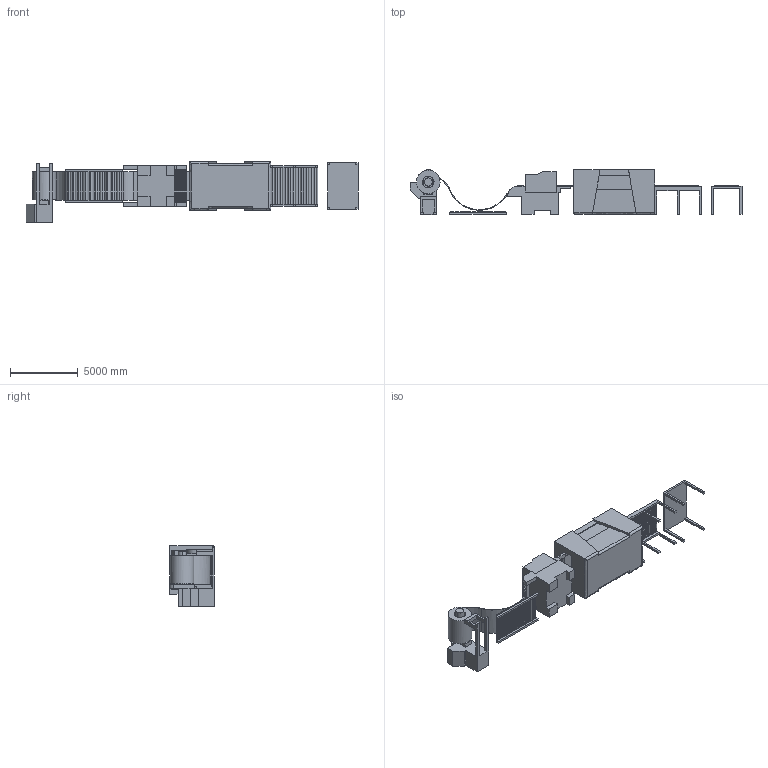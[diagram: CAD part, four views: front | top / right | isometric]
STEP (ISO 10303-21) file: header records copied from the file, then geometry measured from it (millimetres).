
FILE_DESCRIPTION(('FreeCAD Model'),'2;1');
FILE_NAME('Open CASCADE Shape Model','2025-05-08T02:36:35',('FreeCAD'),( 'FreeCAD'),'Open CASCADE STEP processor 7.6','FreeCAD','Unknown');
FILE_SCHEMA(('AUTOMOTIVE_DESIGN { 1 0 10303 214 1 1 1 1 }'));
Products named in the file (1): Open CASCADE STEP translator 7.6 1
Bounding box: 24579.35 x 3331.08 x 4502.26 mm (x, y, z)
Volume: 91021885666.5 mm3; surface area: 435685803.6 mm2
Topology: 34 solids, 34 shells, 1037 faces, 2855 edges, 1819 vertices
Faces by surface type: bspline 1037
Entity records: 37234 total; most frequent: CARTESIAN_POINT 20741, ORIENTED_EDGE 5710, EDGE_CURVE 2855, VERTEX_POINT 1819, FACE_BOUND 1632, EDGE_LOOP 1632, B_SPLINE_CURVE_WITH_KNOTS 1412, ADVANCED_FACE 1037
